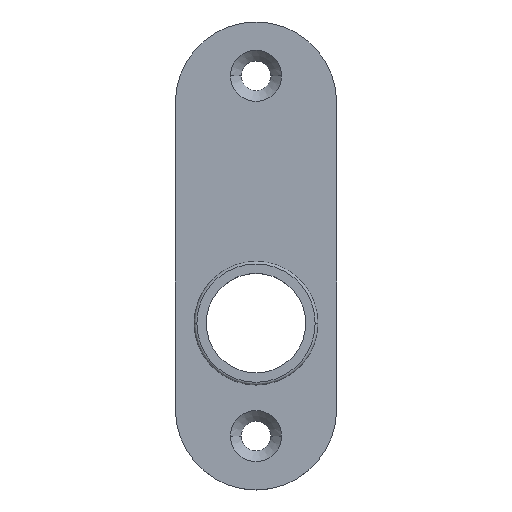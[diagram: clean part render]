
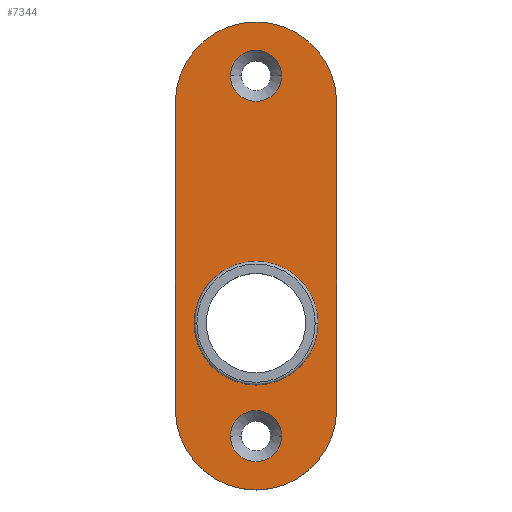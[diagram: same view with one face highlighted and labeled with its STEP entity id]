
A CAD part, top view. The second image highlights one B-rep face of the part: STEP entity #7344.
In plain terms, the highlighted planar face has unit normal (0, 0, 1).
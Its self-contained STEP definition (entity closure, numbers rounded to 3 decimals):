
#18 = ORIENTED_EDGE ( 'NONE', *, *, #4189, .T. ) ;
#89 = DIRECTION ( 'NONE',  ( 0., 0., -1. ) ) ;
#465 = CARTESIAN_POINT ( 'NONE',  ( -4.75, -33.5, 10. ) ) ;
#489 = VERTEX_POINT ( 'NONE', #1544 ) ;
#971 = DIRECTION ( 'NONE',  ( 1., 0., 0. ) ) ;
#1033 = FACE_OUTER_BOUND ( 'NONE', #8037, .T. ) ;
#1277 = CARTESIAN_POINT ( 'NONE',  ( 0., -28.5, 10. ) ) ;
#1282 = ORIENTED_EDGE ( 'NONE', *, *, #2914, .T. ) ;
#1410 = CARTESIAN_POINT ( 'NONE',  ( -15., 28.5, 10. ) ) ;
#1544 = CARTESIAN_POINT ( 'NONE',  ( 4.75, -33.5, 10. ) ) ;
#1578 = AXIS2_PLACEMENT_3D ( 'NONE', #4220, #1774, #5118 ) ;
#1744 = VERTEX_POINT ( 'NONE', #465 ) ;
#1774 = DIRECTION ( 'NONE',  ( 0., 0., -1. ) ) ;
#1797 = EDGE_CURVE ( 'NONE', #1802, #7525, #2224, .T. ) ;
#1802 = VERTEX_POINT ( 'NONE', #5451 ) ;
#1853 = CARTESIAN_POINT ( 'NONE',  ( 0., 0., 10. ) ) ;
#2033 = CARTESIAN_POINT ( 'NONE',  ( 10., -12.5, 10. ) ) ;
#2224 = CIRCLE ( 'NONE', #4496, 15. ) ;
#2284 = DIRECTION ( 'NONE',  ( 0., 0., 1. ) ) ;
#2349 = CARTESIAN_POINT ( 'NONE',  ( -15., -28.5, 10. ) ) ;
#2507 = DIRECTION ( 'NONE',  ( 0., -1., 0. ) ) ;
#2589 = CIRCLE ( 'NONE', #9736, 4.75 ) ;
#2641 = CARTESIAN_POINT ( 'NONE',  ( 0., -12.5, 10. ) ) ;
#2678 = ORIENTED_EDGE ( 'NONE', *, *, #7634, .F. ) ;
#2914 = EDGE_CURVE ( 'NONE', #3404, #5675, #7889, .T. ) ;
#2925 = CARTESIAN_POINT ( 'NONE',  ( 0., 28.5, 10. ) ) ;
#3083 = VERTEX_POINT ( 'NONE', #3464 ) ;
#3118 = AXIS2_PLACEMENT_3D ( 'NONE', #4122, #3351, #10623 ) ;
#3179 = DIRECTION ( 'NONE',  ( 1., 0., 0. ) ) ;
#3245 = DIRECTION ( 'NONE',  ( 1., 0., 0. ) ) ;
#3323 = CARTESIAN_POINT ( 'NONE',  ( 0., 33.5, 10. ) ) ;
#3336 = CIRCLE ( 'NONE', #3118, 10. ) ;
#3351 = DIRECTION ( 'NONE',  ( 0., 0., 1. ) ) ;
#3404 = VERTEX_POINT ( 'NONE', #8133 ) ;
#3416 = CARTESIAN_POINT ( 'NONE',  ( -4.75, 33.5, 10. ) ) ;
#3449 = DIRECTION ( 'NONE',  ( 0., 0., -1. ) ) ;
#3464 = CARTESIAN_POINT ( 'NONE',  ( 0., -43.5, 10. ) ) ;
#3733 = EDGE_CURVE ( 'NONE', #8895, #5531, #3764, .T. ) ;
#3753 = DIRECTION ( 'NONE',  ( 1., 0., 0. ) ) ;
#3764 = CIRCLE ( 'NONE', #7341, 10. ) ;
#3975 = CARTESIAN_POINT ( 'NONE',  ( 0., 33.5, 10. ) ) ;
#3996 = EDGE_CURVE ( 'NONE', #1744, #489, #2589, .T. ) ;
#4055 = CARTESIAN_POINT ( 'NONE',  ( 15., 43.5, 10. ) ) ;
#4122 = CARTESIAN_POINT ( 'NONE',  ( 0., -12.5, 10. ) ) ;
#4189 = EDGE_CURVE ( 'NONE', #8014, #8835, #6608, .T. ) ;
#4220 = CARTESIAN_POINT ( 'NONE',  ( 0., -33.5, 10. ) ) ;
#4265 = EDGE_CURVE ( 'NONE', #8835, #8014, #5945, .T. ) ;
#4311 = ORIENTED_EDGE ( 'NONE', *, *, #9155, .T. ) ;
#4367 = FACE_BOUND ( 'NONE', #6857, .T. ) ;
#4492 = VECTOR ( 'NONE', #2507, 1000. ) ;
#4496 = AXIS2_PLACEMENT_3D ( 'NONE', #4511, #4647, #6172 ) ;
#4511 = CARTESIAN_POINT ( 'NONE',  ( 0., 28.5, 10. ) ) ;
#4647 = DIRECTION ( 'NONE',  ( 0., 0., 1. ) ) ;
#4661 = ORIENTED_EDGE ( 'NONE', *, *, #8453, .T. ) ;
#4697 = CARTESIAN_POINT ( 'NONE',  ( -10., -12.5, 10. ) ) ;
#4720 = CIRCLE ( 'NONE', #9003, 15. ) ;
#4789 = AXIS2_PLACEMENT_3D ( 'NONE', #1277, #10360, #3753 ) ;
#4916 = ORIENTED_EDGE ( 'NONE', *, *, #4265, .T. ) ;
#5118 = DIRECTION ( 'NONE',  ( 1., 0., 0. ) ) ;
#5451 = CARTESIAN_POINT ( 'NONE',  ( 0., 43.5, 10. ) ) ;
#5530 = CARTESIAN_POINT ( 'NONE',  ( 0., -28.5, 10. ) ) ;
#5531 = VERTEX_POINT ( 'NONE', #2033 ) ;
#5675 = VERTEX_POINT ( 'NONE', #8304 ) ;
#5740 = DIRECTION ( 'NONE',  ( 0., 1., 0. ) ) ;
#5778 = FACE_BOUND ( 'NONE', #10484, .T. ) ;
#5896 = PLANE ( 'NONE',  #7054 ) ;
#5898 = DIRECTION ( 'NONE',  ( 0., 0., 1. ) ) ;
#5918 = EDGE_LOOP ( 'NONE', ( #2678, #6017 ) ) ;
#5945 = CIRCLE ( 'NONE', #6444, 4.75 ) ;
#6017 = ORIENTED_EDGE ( 'NONE', *, *, #3733, .F. ) ;
#6172 = DIRECTION ( 'NONE',  ( 1., 0., 0. ) ) ;
#6293 = DIRECTION ( 'NONE',  ( 1., 0., 0. ) ) ;
#6444 = AXIS2_PLACEMENT_3D ( 'NONE', #3323, #89, #3245 ) ;
#6608 = CIRCLE ( 'NONE', #8303, 4.75 ) ;
#6711 = DIRECTION ( 'NONE',  ( 1., 0., 0. ) ) ;
#6857 = EDGE_LOOP ( 'NONE', ( #18, #4916 ) ) ;
#7054 = AXIS2_PLACEMENT_3D ( 'NONE', #1853, #7646, #10027 ) ;
#7283 = DIRECTION ( 'NONE',  ( 0., 0., -1. ) ) ;
#7312 = CIRCLE ( 'NONE', #8646, 15. ) ;
#7341 = AXIS2_PLACEMENT_3D ( 'NONE', #2641, #5898, #971 ) ;
#7344 = ADVANCED_FACE ( 'NONE', ( #8490, #4367, #5778, #1033 ), #5896, .T. ) ;
#7412 = ORIENTED_EDGE ( 'NONE', *, *, #8764, .T. ) ;
#7525 = VERTEX_POINT ( 'NONE', #1410 ) ;
#7558 = ORIENTED_EDGE ( 'NONE', *, *, #3996, .T. ) ;
#7634 = EDGE_CURVE ( 'NONE', #5531, #8895, #3336, .T. ) ;
#7646 = DIRECTION ( 'NONE',  ( 0., 0., 1. ) ) ;
#7889 = LINE ( 'NONE', #4055, #10594 ) ;
#8014 = VERTEX_POINT ( 'NONE', #8487 ) ;
#8037 = EDGE_LOOP ( 'NONE', ( #4661, #10470, #1282, #9246, #8183, #4311 ) ) ;
#8133 = CARTESIAN_POINT ( 'NONE',  ( 15., -28.5, 10. ) ) ;
#8183 = ORIENTED_EDGE ( 'NONE', *, *, #1797, .T. ) ;
#8241 = CARTESIAN_POINT ( 'NONE',  ( -15., 43.5, 10. ) ) ;
#8279 = VERTEX_POINT ( 'NONE', #2349 ) ;
#8303 = AXIS2_PLACEMENT_3D ( 'NONE', #3975, #7283, #9723 ) ;
#8304 = CARTESIAN_POINT ( 'NONE',  ( 15., 28.5, 10. ) ) ;
#8453 = EDGE_CURVE ( 'NONE', #8279, #3083, #10526, .T. ) ;
#8487 = CARTESIAN_POINT ( 'NONE',  ( 4.75, 33.5, 10. ) ) ;
#8490 = FACE_BOUND ( 'NONE', #5918, .T. ) ;
#8646 = AXIS2_PLACEMENT_3D ( 'NONE', #5530, #2284, #3179 ) ;
#8764 = EDGE_CURVE ( 'NONE', #489, #1744, #8978, .T. ) ;
#8835 = VERTEX_POINT ( 'NONE', #3416 ) ;
#8866 = EDGE_CURVE ( 'NONE', #5675, #1802, #4720, .T. ) ;
#8895 = VERTEX_POINT ( 'NONE', #4697 ) ;
#8933 = EDGE_CURVE ( 'NONE', #3083, #3404, #7312, .T. ) ;
#8978 = CIRCLE ( 'NONE', #1578, 4.75 ) ;
#9003 = AXIS2_PLACEMENT_3D ( 'NONE', #2925, #9630, #6293 ) ;
#9155 = EDGE_CURVE ( 'NONE', #7525, #8279, #9915, .T. ) ;
#9246 = ORIENTED_EDGE ( 'NONE', *, *, #8866, .T. ) ;
#9630 = DIRECTION ( 'NONE',  ( 0., 0., 1. ) ) ;
#9723 = DIRECTION ( 'NONE',  ( 1., 0., 0. ) ) ;
#9736 = AXIS2_PLACEMENT_3D ( 'NONE', #10069, #3449, #6711 ) ;
#9915 = LINE ( 'NONE', #8241, #4492 ) ;
#10027 = DIRECTION ( 'NONE',  ( 1., 0., 0. ) ) ;
#10069 = CARTESIAN_POINT ( 'NONE',  ( 0., -33.5, 10. ) ) ;
#10360 = DIRECTION ( 'NONE',  ( 0., 0., 1. ) ) ;
#10470 = ORIENTED_EDGE ( 'NONE', *, *, #8933, .T. ) ;
#10484 = EDGE_LOOP ( 'NONE', ( #7412, #7558 ) ) ;
#10526 = CIRCLE ( 'NONE', #4789, 15. ) ;
#10594 = VECTOR ( 'NONE', #5740, 1000. ) ;
#10623 = DIRECTION ( 'NONE',  ( 1., 0., 0. ) ) ;
